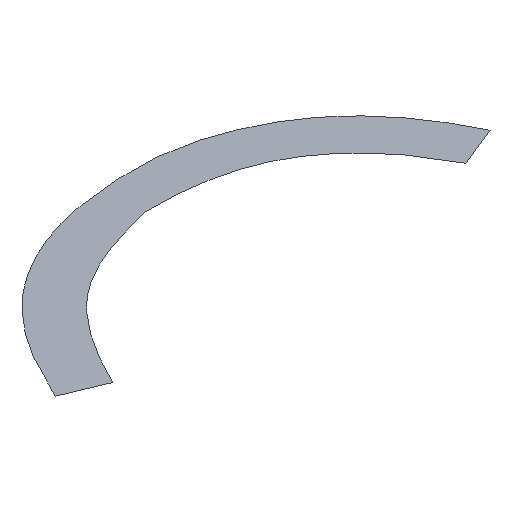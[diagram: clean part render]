
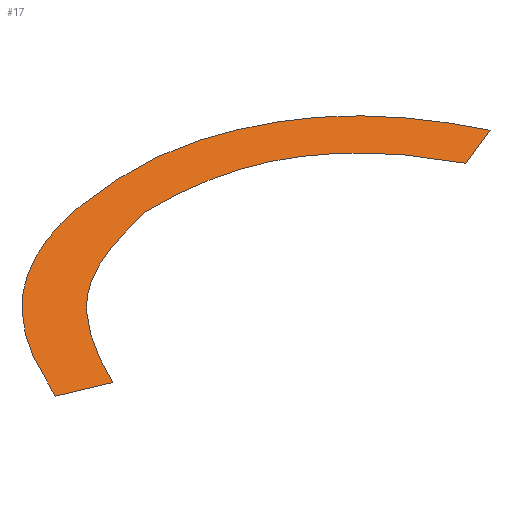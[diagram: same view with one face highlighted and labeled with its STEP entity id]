
A CAD part, isometric view. The second image highlights one B-rep face of the part: STEP entity #17.
In plain terms, the highlighted planar face has unit normal (0.001, -0.001, 1).
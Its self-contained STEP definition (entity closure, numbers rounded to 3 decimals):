
#17 = ADVANCED_FACE('',(#18),#35,.T.);
#18 = FACE_BOUND('',#19,.F.);
#19 = EDGE_LOOP('',(#20,#49,#65,#87,#109,#125,#147));
#20 = ORIENTED_EDGE('',*,*,#21,.T.);
#21 = EDGE_CURVE('',#22,#24,#26,.T.);
#22 = VERTEX_POINT('',#23);
#23 = CARTESIAN_POINT('',(0.138,2.207,
    0.001));
#24 = VERTEX_POINT('',#25);
#25 = CARTESIAN_POINT('',(5.307,-1.049,
    -0.006));
#26 = SURFACE_CURVE('',#27,(#34),.PCURVE_S1.);
#27 = B_SPLINE_CURVE_WITH_KNOTS('',3,(#28,#29,#30,#31,#32,#33),
  .UNSPECIFIED.,.F.,.F.,(4,1,1,4),(0.,0.333,0.667,1.),
  .UNSPECIFIED.);
#28 = CARTESIAN_POINT('',(0.138,2.207,
    0.001));
#29 = CARTESIAN_POINT('',(0.824,2.255,
    0.001));
#30 = CARTESIAN_POINT('',(2.124,2.079,
    -0.001));
#31 = CARTESIAN_POINT('',(4.027,1.024,
    -0.003));
#32 = CARTESIAN_POINT('',(4.923,-0.264,
    -0.005));
#33 = CARTESIAN_POINT('',(5.307,-1.049,
    -0.006));
#34 = PCURVE('',#35,#40);
#35 = PLANE('',#36);
#36 = AXIS2_PLACEMENT_3D('',#37,#38,#39);
#37 = CARTESIAN_POINT('',(5.407,-1.261,
    -0.006));
#38 = DIRECTION('',(0.001,-0.001,1.
    ));
#39 = DIRECTION('',(-0.182,0.983,0.001));
#40 = DEFINITIONAL_REPRESENTATION('',(#41),#48);
#41 = B_SPLINE_CURVE_WITH_KNOTS('',3,(#42,#43,#44,#45,#46,#47),
  .UNSPECIFIED.,.F.,.F.,(4,1,1,4),(0.,0.333,0.667,1.),
  .UNSPECIFIED.);
#42 = CARTESIAN_POINT('',(4.368,4.551));
#43 = CARTESIAN_POINT('',(4.291,3.867));
#44 = CARTESIAN_POINT('',(3.881,2.621));
#45 = CARTESIAN_POINT('',(2.497,0.942));
#46 = CARTESIAN_POINT('',(1.068,0.295));
#47 = CARTESIAN_POINT('',(0.226,0.06));
#48 = ( GEOMETRIC_REPRESENTATION_CONTEXT(2) 
PARAMETRIC_REPRESENTATION_CONTEXT() REPRESENTATION_CONTEXT('2D SPACE',''
  ) );
#49 = ORIENTED_EDGE('',*,*,#50,.T.);
#50 = EDGE_CURVE('',#24,#51,#53,.T.);
#51 = VERTEX_POINT('',#52);
#52 = CARTESIAN_POINT('',(4.379,-1.424,
    -0.006));
#53 = SURFACE_CURVE('',#54,(#58),.PCURVE_S1.);
#54 = LINE('',#55,#56);
#55 = CARTESIAN_POINT('',(5.307,-1.049,
    -0.006));
#56 = VECTOR('',#57,1.);
#57 = DIRECTION('',(-0.927,-0.374,0.001)
  );
#58 = PCURVE('',#35,#59);
#59 = DEFINITIONAL_REPRESENTATION('',(#60),#64);
#60 = LINE('',#61,#62);
#61 = CARTESIAN_POINT('',(0.226,0.06));
#62 = VECTOR('',#63,1.);
#63 = DIRECTION('',(-0.199,0.98));
#64 = ( GEOMETRIC_REPRESENTATION_CONTEXT(2) 
PARAMETRIC_REPRESENTATION_CONTEXT() REPRESENTATION_CONTEXT('2D SPACE',''
  ) );
#65 = ORIENTED_EDGE('',*,*,#66,.T.);
#66 = EDGE_CURVE('',#51,#67,#69,.T.);
#67 = VERTEX_POINT('',#68);
#68 = CARTESIAN_POINT('',(-0.218,1.253,
    0.001));
#69 = SURFACE_CURVE('',#70,(#77),.PCURVE_S1.);
#70 = B_SPLINE_CURVE_WITH_KNOTS('',3,(#71,#72,#73,#74,#75,#76),
  .UNSPECIFIED.,.F.,.F.,(4,1,1,4),(0.,0.333,0.667,1.),
  .UNSPECIFIED.);
#71 = CARTESIAN_POINT('',(4.379,-1.424,
    -0.006));
#72 = CARTESIAN_POINT('',(4.082,-0.837,
    -0.005));
#73 = CARTESIAN_POINT('',(3.347,0.143,
    -0.003));
#74 = CARTESIAN_POINT('',(1.944,1.078,
    -0.001));
#75 = CARTESIAN_POINT('',(0.564,1.264,
    0.));
#76 = CARTESIAN_POINT('',(-0.218,1.253,
    0.001));
#77 = PCURVE('',#35,#78);
#78 = DEFINITIONAL_REPRESENTATION('',(#79),#86);
#79 = B_SPLINE_CURVE_WITH_KNOTS('',3,(#80,#81,#82,#83,#84,#85),
  .UNSPECIFIED.,.F.,.F.,(4,1,1,4),(0.,0.333,0.667,1.),
  .UNSPECIFIED.);
#80 = CARTESIAN_POINT('',(0.027,1.04));
#81 = CARTESIAN_POINT('',(0.657,1.226));
#82 = CARTESIAN_POINT('',(1.755,1.771));
#83 = CARTESIAN_POINT('',(2.93,2.98));
#84 = CARTESIAN_POINT('',(3.363,4.304));
#85 = CARTESIAN_POINT('',(3.496,5.074));
#86 = ( GEOMETRIC_REPRESENTATION_CONTEXT(2) 
PARAMETRIC_REPRESENTATION_CONTEXT() REPRESENTATION_CONTEXT('2D SPACE',''
  ) );
#87 = ORIENTED_EDGE('',*,*,#88,.T.);
#88 = EDGE_CURVE('',#67,#89,#91,.T.);
#89 = VERTEX_POINT('',#90);
#90 = CARTESIAN_POINT('',(-3.943,-1.739,
    0.003));
#91 = SURFACE_CURVE('',#92,(#99),.PCURVE_S1.);
#92 = B_SPLINE_CURVE_WITH_KNOTS('',3,(#93,#94,#95,#96,#97,#98),
  .UNSPECIFIED.,.F.,.F.,(4,1,1,4),(0.,0.333,0.667,1.),
  .UNSPECIFIED.);
#93 = CARTESIAN_POINT('',(-0.218,1.253,
    0.001));
#94 = CARTESIAN_POINT('',(-0.888,1.105,
    0.002));
#95 = CARTESIAN_POINT('',(-2.055,0.689,
    0.003));
#96 = CARTESIAN_POINT('',(-3.013,-0.119,
    0.003));
#97 = CARTESIAN_POINT('',(-3.661,-1.139,
    0.003));
#98 = CARTESIAN_POINT('',(-3.943,-1.739,
    0.003));
#99 = PCURVE('',#35,#100);
#100 = DEFINITIONAL_REPRESENTATION('',(#101),#108);
#101 = B_SPLINE_CURVE_WITH_KNOTS('',3,(#102,#103,#104,#105,#106,#107),
  .UNSPECIFIED.,.F.,.F.,(4,1,1,4),(0.,0.333,0.667,1.),
  .UNSPECIFIED.);
#102 = CARTESIAN_POINT('',(3.496,5.074));
#103 = CARTESIAN_POINT('',(3.472,5.76));
#104 = CARTESIAN_POINT('',(3.275,6.983));
#105 = CARTESIAN_POINT('',(2.655,8.072));
#106 = CARTESIAN_POINT('',(1.77,8.895));
#107 = CARTESIAN_POINT('',(1.23,9.281));
#108 = ( GEOMETRIC_REPRESENTATION_CONTEXT(2) 
PARAMETRIC_REPRESENTATION_CONTEXT() REPRESENTATION_CONTEXT('2D SPACE',''
  ) );
#109 = ORIENTED_EDGE('',*,*,#110,.T.);
#110 = EDGE_CURVE('',#89,#111,#113,.T.);
#111 = VERTEX_POINT('',#112);
#112 = CARTESIAN_POINT('',(-4.866,-1.355,
    0.004));
#113 = SURFACE_CURVE('',#114,(#118),.PCURVE_S1.);
#114 = LINE('',#115,#116);
#115 = CARTESIAN_POINT('',(-3.943,-1.739,
    0.003));
#116 = VECTOR('',#117,1.);
#117 = DIRECTION('',(-0.923,0.384,0.001)
  );
#118 = PCURVE('',#35,#119);
#119 = DEFINITIONAL_REPRESENTATION('',(#120),#124);
#120 = LINE('',#121,#122);
#121 = CARTESIAN_POINT('',(1.23,9.281));
#122 = VECTOR('',#123,1.);
#123 = DIRECTION('',(0.546,0.838));
#124 = ( GEOMETRIC_REPRESENTATION_CONTEXT(2) 
PARAMETRIC_REPRESENTATION_CONTEXT() REPRESENTATION_CONTEXT('2D SPACE',''
  ) );
#125 = ORIENTED_EDGE('',*,*,#126,.T.);
#126 = EDGE_CURVE('',#111,#127,#129,.T.);
#127 = VERTEX_POINT('',#128);
#128 = CARTESIAN_POINT('',(-0.798,2.107,
    0.002));
#129 = SURFACE_CURVE('',#130,(#137),.PCURVE_S1.);
#130 = B_SPLINE_CURVE_WITH_KNOTS('',3,(#131,#132,#133,#134,#135,#136),
  .UNSPECIFIED.,.F.,.F.,(4,1,1,4),(0.,0.333,0.667,1.),
  .UNSPECIFIED.);
#131 = CARTESIAN_POINT('',(-4.866,-1.355,
    0.004));
#132 = CARTESIAN_POINT('',(-4.554,-0.639,
    0.004));
#133 = CARTESIAN_POINT('',(-3.836,0.571,
    0.004));
#134 = CARTESIAN_POINT('',(-2.518,1.628,
    0.004));
#135 = CARTESIAN_POINT('',(-1.406,2.011,
    0.003));
#136 = CARTESIAN_POINT('',(-0.798,2.107,
    0.002));
#137 = PCURVE('',#35,#138);
#138 = DEFINITIONAL_REPRESENTATION('',(#139),#146);
#139 = B_SPLINE_CURVE_WITH_KNOTS('',3,(#140,#141,#142,#143,#144,#145),
  .UNSPECIFIED.,.F.,.F.,(4,1,1,4),(0.,0.333,0.667,1.),
  .UNSPECIFIED.);
#140 = CARTESIAN_POINT('',(1.776,10.119));
#141 = CARTESIAN_POINT('',(2.423,9.682));
#142 = CARTESIAN_POINT('',(3.483,8.756));
#143 = CARTESIAN_POINT('',(4.283,7.267));
#144 = CARTESIAN_POINT('',(4.457,6.104));
#145 = CARTESIAN_POINT('',(4.441,5.489));
#146 = ( GEOMETRIC_REPRESENTATION_CONTEXT(2) 
PARAMETRIC_REPRESENTATION_CONTEXT() REPRESENTATION_CONTEXT('2D SPACE',''
  ) );
#147 = ORIENTED_EDGE('',*,*,#148,.T.);
#148 = EDGE_CURVE('',#127,#22,#149,.T.);
#149 = SURFACE_CURVE('',#150,(#154),.PCURVE_S1.);
#150 = LINE('',#151,#152);
#151 = CARTESIAN_POINT('',(-0.798,2.107,
    0.002));
#152 = VECTOR('',#153,1.);
#153 = DIRECTION('',(0.994,0.106,-0.001)
  );
#154 = PCURVE('',#35,#155);
#155 = DEFINITIONAL_REPRESENTATION('',(#156),#160);
#156 = LINE('',#157,#158);
#157 = CARTESIAN_POINT('',(4.441,5.489));
#158 = VECTOR('',#159,1.);
#159 = DIRECTION('',(-0.077,-0.997));
#160 = ( GEOMETRIC_REPRESENTATION_CONTEXT(2) 
PARAMETRIC_REPRESENTATION_CONTEXT() REPRESENTATION_CONTEXT('2D SPACE',''
  ) );
